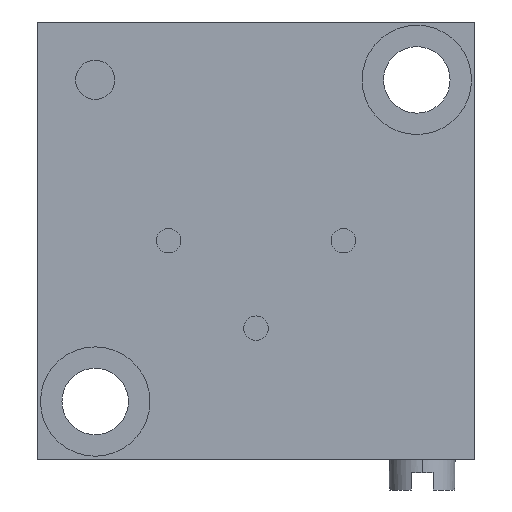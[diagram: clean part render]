
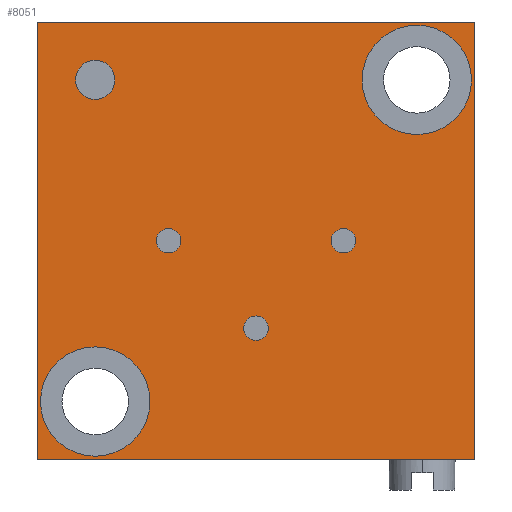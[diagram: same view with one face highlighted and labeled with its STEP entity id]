
A CAD part, front view. The second image highlights one B-rep face of the part: STEP entity #8051.
In plain terms, the highlighted planar face has unit normal (0, -1, 0).
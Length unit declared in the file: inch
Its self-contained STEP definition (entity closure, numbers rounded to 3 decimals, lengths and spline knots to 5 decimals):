
#1930=DIRECTION('',(0.,0.,1.));
#1931=VECTOR('',#1930,0.5);
#1932=CARTESIAN_POINT('',(-0.25,0.,-0.25));
#1933=LINE('',#1932,#1931);
#1934=DIRECTION('',(1.,0.,0.));
#1935=VECTOR('',#1934,0.5);
#1936=CARTESIAN_POINT('',(-0.25,0.,0.25));
#1937=LINE('',#1936,#1935);
#1938=DIRECTION('',(0.,0.,-1.));
#1939=VECTOR('',#1938,0.5);
#1940=CARTESIAN_POINT('',(0.25,0.,0.25));
#1941=LINE('',#1940,#1939);
#1942=DIRECTION('',(-1.,0.,0.));
#1943=VECTOR('',#1942,0.5);
#1944=CARTESIAN_POINT('',(0.25,0.,-0.25));
#1945=LINE('',#1944,#1943);
#1946=CARTESIAN_POINT('',(-0.18385,0.,-0.18385));
#1947=DIRECTION('',(0.,-1.,0.));
#1948=DIRECTION('',(-1.,0.,0.));
#1949=AXIS2_PLACEMENT_3D('',#1946,#1947,#1948);
#1951=CARTESIAN_POINT('',(-0.18385,0.,-0.18385));
#1952=DIRECTION('',(0.,-1.,0.));
#1953=DIRECTION('',(1.,0.,0.));
#1954=AXIS2_PLACEMENT_3D('',#1951,#1952,#1953);
#1956=CARTESIAN_POINT('',(0.18385,0.,0.18385));
#1957=DIRECTION('',(0.,-1.,0.));
#1958=DIRECTION('',(-1.,0.,0.));
#1959=AXIS2_PLACEMENT_3D('',#1956,#1957,#1958);
#1961=CARTESIAN_POINT('',(0.18385,0.,0.18385));
#1962=DIRECTION('',(0.,-1.,0.));
#1963=DIRECTION('',(1.,0.,0.));
#1964=AXIS2_PLACEMENT_3D('',#1961,#1962,#1963);
#1966=CARTESIAN_POINT('',(-0.18385,0.,0.18385));
#1967=DIRECTION('',(0.,-1.,0.));
#1968=DIRECTION('',(-1.,0.,0.));
#1969=AXIS2_PLACEMENT_3D('',#1966,#1967,#1968);
#1971=CARTESIAN_POINT('',(-0.18385,0.,0.18385));
#1972=DIRECTION('',(0.,-1.,0.));
#1973=DIRECTION('',(1.,0.,0.));
#1974=AXIS2_PLACEMENT_3D('',#1971,#1972,#1973);
#1976=CARTESIAN_POINT('',(0.,0.,-0.1));
#1977=DIRECTION('',(0.,-1.,0.));
#1978=DIRECTION('',(0.,0.,1.));
#1979=AXIS2_PLACEMENT_3D('',#1976,#1977,#1978);
#1981=CARTESIAN_POINT('',(0.,0.,-0.1));
#1982=DIRECTION('',(0.,-1.,0.));
#1983=DIRECTION('',(0.,0.,-1.));
#1984=AXIS2_PLACEMENT_3D('',#1981,#1982,#1983);
#1986=CARTESIAN_POINT('',(0.1,0.,0.));
#1987=DIRECTION('',(0.,-1.,0.));
#1988=DIRECTION('',(0.,0.,1.));
#1989=AXIS2_PLACEMENT_3D('',#1986,#1987,#1988);
#1991=CARTESIAN_POINT('',(0.1,0.,0.));
#1992=DIRECTION('',(0.,-1.,0.));
#1993=DIRECTION('',(0.,0.,-1.));
#1994=AXIS2_PLACEMENT_3D('',#1991,#1992,#1993);
#1996=CARTESIAN_POINT('',(-0.1,0.,0.));
#1997=DIRECTION('',(0.,-1.,0.));
#1998=DIRECTION('',(0.,0.,1.));
#1999=AXIS2_PLACEMENT_3D('',#1996,#1997,#1998);
#2001=CARTESIAN_POINT('',(-0.1,0.,0.));
#2002=DIRECTION('',(0.,-1.,0.));
#2003=DIRECTION('',(0.,0.,-1.));
#2004=AXIS2_PLACEMENT_3D('',#2001,#2002,#2003);
#4934=CARTESIAN_POINT('',(-0.25,0.,-0.25));
#4935=CARTESIAN_POINT('',(-0.25,0.,0.25));
#4936=VERTEX_POINT('',#4934);
#4937=VERTEX_POINT('',#4935);
#4938=CARTESIAN_POINT('',(0.25,0.,0.25));
#4939=VERTEX_POINT('',#4938);
#4940=CARTESIAN_POINT('',(0.25,0.,-0.25));
#4941=VERTEX_POINT('',#4940);
#5006=CARTESIAN_POINT('',(-0.24635,0.,-0.18385));
#5007=CARTESIAN_POINT('',(-0.12135,0.,-0.18385));
#5008=VERTEX_POINT('',#5006);
#5009=VERTEX_POINT('',#5007);
#5010=CARTESIAN_POINT('',(0.12135,0.,0.18385));
#5011=CARTESIAN_POINT('',(0.24635,0.,0.18385));
#5012=VERTEX_POINT('',#5010);
#5013=VERTEX_POINT('',#5011);
#5018=CARTESIAN_POINT('',(-0.20635,0.,0.18385));
#5019=CARTESIAN_POINT('',(-0.16135,0.,0.18385));
#5020=VERTEX_POINT('',#5018);
#5021=VERTEX_POINT('',#5019);
#6522=CARTESIAN_POINT('',(0.,0.,-0.086));
#6523=CARTESIAN_POINT('',(0.,0.,-0.114));
#6524=VERTEX_POINT('',#6522);
#6525=VERTEX_POINT('',#6523);
#6526=CARTESIAN_POINT('',(0.1,0.,0.014));
#6527=CARTESIAN_POINT('',(0.1,0.,-0.014));
#6528=VERTEX_POINT('',#6526);
#6529=VERTEX_POINT('',#6527);
#6530=CARTESIAN_POINT('',(-0.1,0.,0.014));
#6531=CARTESIAN_POINT('',(-0.1,0.,-0.014));
#6532=VERTEX_POINT('',#6530);
#6533=VERTEX_POINT('',#6531);
#8001=CARTESIAN_POINT('',(0.,0.,0.));
#8002=DIRECTION('',(0.,1.,0.));
#8003=DIRECTION('',(1.,0.,0.));
#8004=AXIS2_PLACEMENT_3D('',#8001,#8002,#8003);
#8005=PLANE('',#8004);
#8006=ORIENTED_EDGE('',*,*,#7991,.T.);
#8008=ORIENTED_EDGE('',*,*,#8007,.T.);
#8010=ORIENTED_EDGE('',*,*,#8009,.T.);
#8012=ORIENTED_EDGE('',*,*,#8011,.T.);
#8013=EDGE_LOOP('',(#8006,#8008,#8010,#8012));
#8014=FACE_OUTER_BOUND('',#8013,.F.);
#8016=ORIENTED_EDGE('',*,*,#8015,.T.);
#8018=ORIENTED_EDGE('',*,*,#8017,.T.);
#8019=EDGE_LOOP('',(#8016,#8018));
#8020=FACE_BOUND('',#8019,.F.);
#8022=ORIENTED_EDGE('',*,*,#8021,.T.);
#8024=ORIENTED_EDGE('',*,*,#8023,.T.);
#8025=EDGE_LOOP('',(#8022,#8024));
#8026=FACE_BOUND('',#8025,.F.);
#8028=ORIENTED_EDGE('',*,*,#8027,.T.);
#8030=ORIENTED_EDGE('',*,*,#8029,.T.);
#8031=EDGE_LOOP('',(#8028,#8030));
#8032=FACE_BOUND('',#8031,.F.);
#8034=ORIENTED_EDGE('',*,*,#8033,.T.);
#8036=ORIENTED_EDGE('',*,*,#8035,.T.);
#8037=EDGE_LOOP('',(#8034,#8036));
#8038=FACE_BOUND('',#8037,.F.);
#8040=ORIENTED_EDGE('',*,*,#8039,.T.);
#8042=ORIENTED_EDGE('',*,*,#8041,.T.);
#8043=EDGE_LOOP('',(#8040,#8042));
#8044=FACE_BOUND('',#8043,.F.);
#8046=ORIENTED_EDGE('',*,*,#8045,.T.);
#8048=ORIENTED_EDGE('',*,*,#8047,.T.);
#8049=EDGE_LOOP('',(#8046,#8048));
#8050=FACE_BOUND('',#8049,.F.);
#8051=ADVANCED_FACE('',(#8014,#8020,#8026,#8032,#8038,#8044,#8050),#8005,.F.);
#1950=CIRCLE('',#1949,0.0625);
#1955=CIRCLE('',#1954,0.0625);
#1960=CIRCLE('',#1959,0.0625);
#1965=CIRCLE('',#1964,0.0625);
#1970=CIRCLE('',#1969,0.0225);
#1975=CIRCLE('',#1974,0.0225);
#1980=CIRCLE('',#1979,0.014);
#1985=CIRCLE('',#1984,0.014);
#1990=CIRCLE('',#1989,0.014);
#1995=CIRCLE('',#1994,0.014);
#2000=CIRCLE('',#1999,0.014);
#2005=CIRCLE('',#2004,0.014);
#7991=EDGE_CURVE('',#4936,#4937,#1933,.T.);
#8007=EDGE_CURVE('',#4937,#4939,#1937,.T.);
#8009=EDGE_CURVE('',#4939,#4941,#1941,.T.);
#8011=EDGE_CURVE('',#4941,#4936,#1945,.T.);
#8015=EDGE_CURVE('',#5008,#5009,#1950,.T.);
#8017=EDGE_CURVE('',#5009,#5008,#1955,.T.);
#8021=EDGE_CURVE('',#5012,#5013,#1960,.T.);
#8023=EDGE_CURVE('',#5013,#5012,#1965,.T.);
#8027=EDGE_CURVE('',#5020,#5021,#1970,.T.);
#8029=EDGE_CURVE('',#5021,#5020,#1975,.T.);
#8033=EDGE_CURVE('',#6524,#6525,#1980,.T.);
#8035=EDGE_CURVE('',#6525,#6524,#1985,.T.);
#8039=EDGE_CURVE('',#6528,#6529,#1990,.T.);
#8041=EDGE_CURVE('',#6529,#6528,#1995,.T.);
#8045=EDGE_CURVE('',#6532,#6533,#2000,.T.);
#8047=EDGE_CURVE('',#6533,#6532,#2005,.T.);
